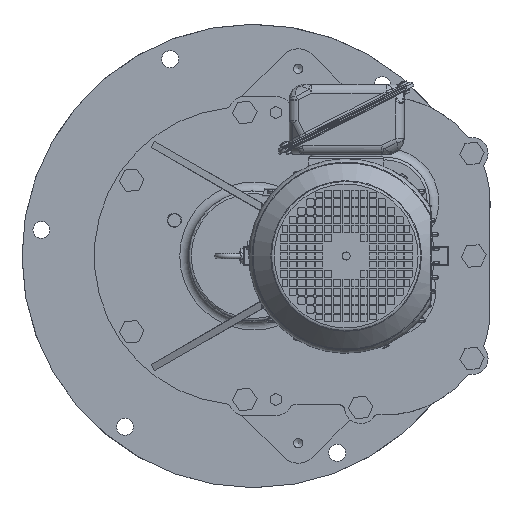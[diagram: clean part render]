
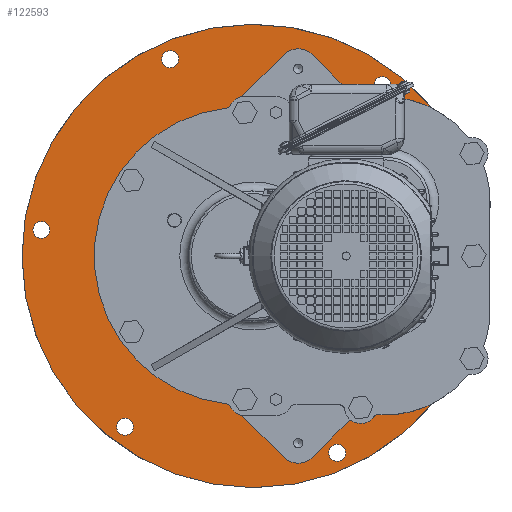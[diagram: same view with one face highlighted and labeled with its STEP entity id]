
A CAD part, left-side view. The second image highlights one B-rep face of the part: STEP entity #122593.
In plain terms, the highlighted planar face has unit normal (-1, 0, 0).
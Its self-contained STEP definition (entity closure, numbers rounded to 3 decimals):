
#1356 = EDGE_LOOP ( 'NONE', ( #33305 ) ) ;
#1537 = FACE_BOUND ( 'NONE', #70405, .T. ) ;
#2210 = FACE_BOUND ( 'NONE', #1356, .T. ) ;
#2344 = VERTEX_POINT ( 'NONE', #101213 ) ;
#3515 = ORIENTED_EDGE ( 'NONE', *, *, #16259, .F. ) ;
#3556 = FACE_BOUND ( 'NONE', #58441, .T. ) ;
#3764 = CARTESIAN_POINT ( 'NONE',  ( -24., 144.436, -182.173 ) ) ;
#4909 = DIRECTION ( 'NONE',  ( 0., 0., 1. ) ) ;
#4988 = EDGE_LOOP ( 'NONE', ( #101456 ) ) ;
#6743 = CIRCLE ( 'NONE', #126149, 9.5 ) ;
#6744 = VERTEX_POINT ( 'NONE', #9750 ) ;
#7875 = DIRECTION ( 'NONE',  ( 0., -0.803, 0.596 ) ) ;
#9236 = CARTESIAN_POINT ( 'NONE',  ( -24., -273.357, -18.01 ) ) ;
#9538 = VERTEX_POINT ( 'NONE', #136284 ) ;
#9750 = CARTESIAN_POINT ( 'NONE',  ( -24., -210., -23.006 ) ) ;
#10512 = AXIS2_PLACEMENT_3D ( 'NONE', #40345, #104774, #94397 ) ;
#12514 = EDGE_LOOP ( 'NONE', ( #3515 ) ) ;
#12591 = CARTESIAN_POINT ( 'NONE',  ( -24., -93.775, -220.921 ) ) ;
#12686 = CIRCLE ( 'NONE', #10512, 104.5 ) ;
#13235 = DIRECTION ( 'NONE',  ( -1., 0., 0. ) ) ;
#13241 = CARTESIAN_POINT ( 'NONE',  ( -24., 238.211, 29.249 ) ) ;
#13329 = ORIENTED_EDGE ( 'NONE', *, *, #72762, .F. ) ;
#14508 = VERTEX_POINT ( 'NONE', #29479 ) ;
#14974 = DIRECTION ( 'NONE',  ( -1., 0., 0. ) ) ;
#16259 = EDGE_CURVE ( 'NONE', #76801, #76801, #6743, .T. ) ;
#16739 = CIRCLE ( 'NONE', #129585, 9.5 ) ;
#17517 = DIRECTION ( 'NONE',  ( -1., 0., 0. ) ) ;
#17525 = LINE ( 'NONE', #9236, #94262 ) ;
#20816 = CARTESIAN_POINT ( 'NONE',  ( -24., -210., -65. ) ) ;
#21400 = CARTESIAN_POINT ( 'NONE',  ( -24., 93.775, 230.421 ) ) ;
#24786 = CARTESIAN_POINT ( 'NONE',  ( -24., 12., -154. ) ) ;
#26694 = EDGE_CURVE ( 'NONE', #74081, #74081, #16739, .T. ) ;
#29372 = ORIENTED_EDGE ( 'NONE', *, *, #31484, .F. ) ;
#29479 = CARTESIAN_POINT ( 'NONE',  ( -24., 12., 154. ) ) ;
#29897 = EDGE_CURVE ( 'NONE', #2344, #69198, #12686, .T. ) ;
#30106 = CARTESIAN_POINT ( 'NONE',  ( -24., 0., 0. ) ) ;
#31484 = EDGE_CURVE ( 'NONE', #89142, #92133, #17525, .T. ) ;
#32305 = CARTESIAN_POINT ( 'NONE',  ( -24., -100.275, 154. ) ) ;
#32642 = FACE_BOUND ( 'NONE', #12514, .T. ) ;
#33151 = EDGE_CURVE ( 'NONE', #82730, #56664, #75513, .T. ) ;
#33305 = ORIENTED_EDGE ( 'NONE', *, *, #93026, .F. ) ;
#35359 = FACE_OUTER_BOUND ( 'NONE', #75723, .T. ) ;
#37341 = CIRCLE ( 'NONE', #55051, 9.5 ) ;
#37688 = ORIENTED_EDGE ( 'NONE', *, *, #133892, .F. ) ;
#38250 = CARTESIAN_POINT ( 'NONE',  ( -24., -255.898, 46. ) ) ;
#39247 = EDGE_CURVE ( 'NONE', #92133, #6744, #105562, .T. ) ;
#39434 = DIRECTION ( 'NONE',  ( 0., 0., 1. ) ) ;
#39602 = DIRECTION ( 'NONE',  ( -1., 0., 0. ) ) ;
#40345 = CARTESIAN_POINT ( 'NONE',  ( -24., -147.65, 60.856 ) ) ;
#46450 = CARTESIAN_POINT ( 'NONE',  ( -24., -260., -154. ) ) ;
#46823 = DIRECTION ( 'NONE',  ( 0., 0., 1. ) ) ;
#47325 = VERTEX_POINT ( 'NONE', #68125 ) ;
#48020 = DIRECTION ( 'NONE',  ( 0., 0., 1. ) ) ;
#50180 = DIRECTION ( 'NONE',  ( 0., 0., 1. ) ) ;
#50246 = CIRCLE ( 'NONE', #132030, 104.5 ) ;
#51733 = VECTOR ( 'NONE', #50180, 1000. ) ;
#54489 = CARTESIAN_POINT ( 'NONE',  ( -24., -251.089, 46. ) ) ;
#55051 = AXIS2_PLACEMENT_3D ( 'NONE', #13241, #108800, #4909 ) ;
#55206 = EDGE_CURVE ( 'NONE', #9538, #9538, #110856, .T. ) ;
#55757 = DIRECTION ( 'NONE',  ( -1., 0., 0. ) ) ;
#56664 = VERTEX_POINT ( 'NONE', #54489 ) ;
#58441 = EDGE_LOOP ( 'NONE', ( #71991 ) ) ;
#59298 = DIRECTION ( 'NONE',  ( -1., 0., 0. ) ) ;
#60865 = CIRCLE ( 'NONE', #89550, 9.5 ) ;
#61264 = ORIENTED_EDGE ( 'NONE', *, *, #33151, .T. ) ;
#65144 = DIRECTION ( 'NONE',  ( 0., 1., 0. ) ) ;
#65893 = FACE_BOUND ( 'NONE', #136832, .T. ) ;
#68125 = CARTESIAN_POINT ( 'NONE',  ( -24., -144.436, 201.173 ) ) ;
#68884 = DIRECTION ( 'NONE',  ( 0., 0., 1. ) ) ;
#69198 = VERTEX_POINT ( 'NONE', #32305 ) ;
#69978 = ORIENTED_EDGE ( 'NONE', *, *, #55206, .F. ) ;
#70405 = EDGE_LOOP ( 'NONE', ( #107238 ) ) ;
#71991 = ORIENTED_EDGE ( 'NONE', *, *, #88298, .F. ) ;
#71996 = CARTESIAN_POINT ( 'NONE',  ( -24., 144.436, -191.673 ) ) ;
#72355 = CARTESIAN_POINT ( 'NONE',  ( -24., -210., 0. ) ) ;
#72380 = DIRECTION ( 'NONE',  ( 1., 0., 0. ) ) ;
#72762 = EDGE_CURVE ( 'NONE', #69198, #14508, #100399, .T. ) ;
#74081 = VERTEX_POINT ( 'NONE', #85172 ) ;
#75513 = LINE ( 'NONE', #117734, #125372 ) ;
#75589 = DIRECTION ( 'NONE',  ( 0., 0., 1. ) ) ;
#75723 = EDGE_LOOP ( 'NONE', ( #61264, #126225, #101461, #29372, #91560, #37688, #13329, #100404, #123701 ) ) ;
#76801 = VERTEX_POINT ( 'NONE', #21400 ) ;
#77337 = CARTESIAN_POINT ( 'NONE',  ( -24., -238.211, -29.249 ) ) ;
#78739 = EDGE_CURVE ( 'NONE', #96071, #96071, #37341, .T. ) ;
#79744 = CARTESIAN_POINT ( 'NONE',  ( -24., -90., -154. ) ) ;
#81886 = DIRECTION ( 'NONE',  ( 0., 0., 1. ) ) ;
#82730 = VERTEX_POINT ( 'NONE', #38250 ) ;
#84304 = CARTESIAN_POINT ( 'NONE',  ( -24., 238.211, 38.749 ) ) ;
#84797 = CIRCLE ( 'NONE', #93606, 154. ) ;
#85172 = CARTESIAN_POINT ( 'NONE',  ( -24., -238.211, -19.749 ) ) ;
#87381 = DIRECTION ( 'NONE',  ( 0., -1., 0. ) ) ;
#88034 = DIRECTION ( 'NONE',  ( -1., 0., 0. ) ) ;
#88298 = EDGE_CURVE ( 'NONE', #105095, #105095, #60865, .T. ) ;
#89142 = VERTEX_POINT ( 'NONE', #79744 ) ;
#89550 = AXIS2_PLACEMENT_3D ( 'NONE', #71996, #134371, #39434 ) ;
#91560 = ORIENTED_EDGE ( 'NONE', *, *, #116424, .F. ) ;
#91991 = VECTOR ( 'NONE', #99040, 1000. ) ;
#92133 = VERTEX_POINT ( 'NONE', #20816 ) ;
#92580 = VECTOR ( 'NONE', #87381, 1000. ) ;
#93026 = EDGE_CURVE ( 'NONE', #47325, #47325, #103230, .T. ) ;
#93214 = DIRECTION ( 'NONE',  ( 0., 0., 1. ) ) ;
#93606 = AXIS2_PLACEMENT_3D ( 'NONE', #132544, #17517, #48020 ) ;
#94262 = VECTOR ( 'NONE', #7875, 1000. ) ;
#94397 = DIRECTION ( 'NONE',  ( 0., 0., 1. ) ) ;
#96071 = VERTEX_POINT ( 'NONE', #84304 ) ;
#97088 = DIRECTION ( 'NONE',  ( 0., 0., 1. ) ) ;
#98432 = CIRCLE ( 'NONE', #118295, 260. ) ;
#99040 = DIRECTION ( 'NONE',  ( 0., 1., 0. ) ) ;
#100399 = LINE ( 'NONE', #110784, #91991 ) ;
#100404 = ORIENTED_EDGE ( 'NONE', *, *, #29897, .F. ) ;
#101213 = CARTESIAN_POINT ( 'NONE',  ( -24., -223.67, 132.559 ) ) ;
#101456 = ORIENTED_EDGE ( 'NONE', *, *, #78739, .F. ) ;
#101461 = ORIENTED_EDGE ( 'NONE', *, *, #39247, .F. ) ;
#103230 = CIRCLE ( 'NONE', #136453, 9.5 ) ;
#104774 = DIRECTION ( 'NONE',  ( -1., 0., 0. ) ) ;
#105095 = VERTEX_POINT ( 'NONE', #3764 ) ;
#105562 = LINE ( 'NONE', #72355, #51733 ) ;
#106763 = FACE_BOUND ( 'NONE', #4988, .T. ) ;
#107238 = ORIENTED_EDGE ( 'NONE', *, *, #26694, .F. ) ;
#107461 = PLANE ( 'NONE',  #120652 ) ;
#108130 = CARTESIAN_POINT ( 'NONE',  ( -24., -260., 0. ) ) ;
#108800 = DIRECTION ( 'NONE',  ( -1., 0., 0. ) ) ;
#110784 = CARTESIAN_POINT ( 'NONE',  ( -24., -260., 154. ) ) ;
#110856 = CIRCLE ( 'NONE', #117543, 9.5 ) ;
#112613 = CARTESIAN_POINT ( 'NONE',  ( -24., 93.775, 220.921 ) ) ;
#114600 = DIRECTION ( 'NONE',  ( 0., 0., -1. ) ) ;
#116424 = EDGE_CURVE ( 'NONE', #121132, #89142, #117152, .T. ) ;
#117152 = LINE ( 'NONE', #46450, #92580 ) ;
#117543 = AXIS2_PLACEMENT_3D ( 'NONE', #12591, #88034, #97088 ) ;
#117734 = CARTESIAN_POINT ( 'NONE',  ( -24., -260., 46. ) ) ;
#118295 = AXIS2_PLACEMENT_3D ( 'NONE', #30106, #72380, #114600 ) ;
#120652 = AXIS2_PLACEMENT_3D ( 'NONE', #108130, #13235, #75589 ) ;
#121132 = VERTEX_POINT ( 'NONE', #24786 ) ;
#121749 = EDGE_CURVE ( 'NONE', #82730, #2344, #98432, .T. ) ;
#122593 = ADVANCED_FACE ( 'NONE', ( #35359, #65893, #1537, #3556, #32642, #106763, #2210 ), #107461, .T. ) ;
#123701 = ORIENTED_EDGE ( 'NONE', *, *, #121749, .F. ) ;
#124091 = CARTESIAN_POINT ( 'NONE',  ( -24., -144.436, 191.673 ) ) ;
#125372 = VECTOR ( 'NONE', #65144, 1000. ) ;
#125887 = EDGE_CURVE ( 'NONE', #6744, #56664, #50246, .T. ) ;
#126149 = AXIS2_PLACEMENT_3D ( 'NONE', #112613, #59298, #93214 ) ;
#126225 = ORIENTED_EDGE ( 'NONE', *, *, #125887, .F. ) ;
#129585 = AXIS2_PLACEMENT_3D ( 'NONE', #77337, #14974, #46823 ) ;
#130541 = CARTESIAN_POINT ( 'NONE',  ( -24., -147.65, 60.856 ) ) ;
#132030 = AXIS2_PLACEMENT_3D ( 'NONE', #130541, #55757, #68884 ) ;
#132544 = CARTESIAN_POINT ( 'NONE',  ( -24., 12., 0. ) ) ;
#133892 = EDGE_CURVE ( 'NONE', #14508, #121132, #84797, .T. ) ;
#134371 = DIRECTION ( 'NONE',  ( -1., 0., 0. ) ) ;
#136284 = CARTESIAN_POINT ( 'NONE',  ( -24., -93.775, -211.421 ) ) ;
#136453 = AXIS2_PLACEMENT_3D ( 'NONE', #124091, #39602, #81886 ) ;
#136832 = EDGE_LOOP ( 'NONE', ( #69978 ) ) ;
